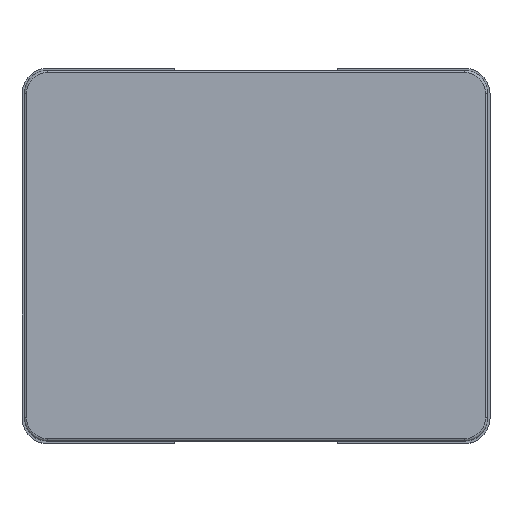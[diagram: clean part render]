
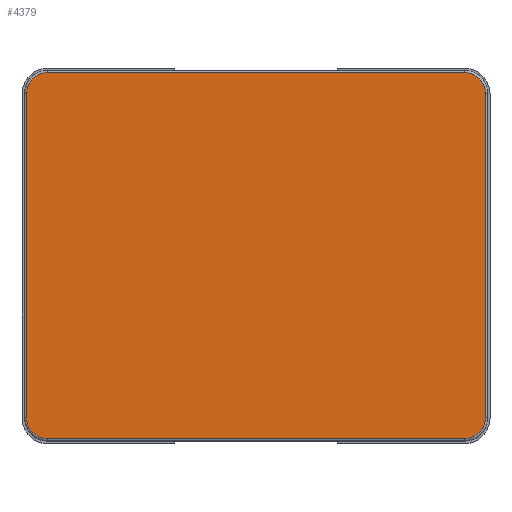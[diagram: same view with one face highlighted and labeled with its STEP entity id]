
A CAD part, top view. The second image highlights one B-rep face of the part: STEP entity #4379.
In plain terms, the highlighted planar face has unit normal (0, 0, 1).
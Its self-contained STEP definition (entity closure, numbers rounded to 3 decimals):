
#18 = AXIS2_PLACEMENT_3D ( 'NONE', #570, #1013, #2890 ) ;
#379 = CARTESIAN_POINT ( 'NONE',  ( 0.99, 0.7, 1. ) ) ;
#513 = CARTESIAN_POINT ( 'NONE',  ( -0.9, 0.7, 1. ) ) ;
#533 = LINE ( 'NONE', #2401, #3340 ) ;
#570 = CARTESIAN_POINT ( 'NONE',  ( -0.9, -0.7, 1. ) ) ;
#572 = DIRECTION ( 'NONE',  ( 1., 0., 0. ) ) ;
#602 = EDGE_CURVE ( 'NONE', #3810, #4828, #3639, .T. ) ;
#1013 = DIRECTION ( 'NONE',  ( 0., 0., 1. ) ) ;
#1035 = EDGE_CURVE ( 'NONE', #4188, #3810, #2969, .T. ) ;
#1051 = DIRECTION ( 'NONE',  ( 0., 0., 1. ) ) ;
#1054 = VERTEX_POINT ( 'NONE', #1982 ) ;
#1109 = DIRECTION ( 'NONE',  ( 0., 0., 1. ) ) ;
#1480 = ORIENTED_EDGE ( 'NONE', *, *, #5793, .T. ) ;
#1623 = VERTEX_POINT ( 'NONE', #4044 ) ;
#1813 = ORIENTED_EDGE ( 'NONE', *, *, #3580, .T. ) ;
#1922 = VECTOR ( 'NONE', #3221, 1000. ) ;
#1982 = CARTESIAN_POINT ( 'NONE',  ( 0.99, -0.7, 1. ) ) ;
#2079 = ORIENTED_EDGE ( 'NONE', *, *, #1035, .T. ) ;
#2103 = ORIENTED_EDGE ( 'NONE', *, *, #3967, .T. ) ;
#2168 = DIRECTION ( 'NONE',  ( 1., 0., 0. ) ) ;
#2279 = CIRCLE ( 'NONE', #2559, 0.09 ) ;
#2401 = CARTESIAN_POINT ( 'NONE',  ( -0.99, -0.7, 1. ) ) ;
#2559 = AXIS2_PLACEMENT_3D ( 'NONE', #2606, #4465, #3089 ) ;
#2606 = CARTESIAN_POINT ( 'NONE',  ( 0.9, -0.7, 1. ) ) ;
#2655 = CIRCLE ( 'NONE', #5045, 0.09 ) ;
#2831 = CARTESIAN_POINT ( 'NONE',  ( 0.9, -0.79, 1. ) ) ;
#2837 = LINE ( 'NONE', #379, #3480 ) ;
#2863 = EDGE_CURVE ( 'NONE', #1623, #5848, #2655, .T. ) ;
#2890 = DIRECTION ( 'NONE',  ( 1., 0., 0. ) ) ;
#2913 = AXIS2_PLACEMENT_3D ( 'NONE', #6027, #4582, #2168 ) ;
#2937 = AXIS2_PLACEMENT_3D ( 'NONE', #5013, #1109, #2992 ) ;
#2969 = CIRCLE ( 'NONE', #18, 0.09 ) ;
#2992 = DIRECTION ( 'NONE',  ( 1., 0., 0. ) ) ;
#3014 = EDGE_CURVE ( 'NONE', #4828, #1054, #2279, .T. ) ;
#3089 = DIRECTION ( 'NONE',  ( 1., 0., 0. ) ) ;
#3098 = PLANE ( 'NONE',  #2913 ) ;
#3221 = DIRECTION ( 'NONE',  ( -1., 0., 0. ) ) ;
#3340 = VECTOR ( 'NONE', #5689, 1000. ) ;
#3480 = VECTOR ( 'NONE', #4538, 1000. ) ;
#3573 = VERTEX_POINT ( 'NONE', #5517 ) ;
#3580 = EDGE_CURVE ( 'NONE', #1054, #5708, #2837, .T. ) ;
#3612 = CARTESIAN_POINT ( 'NONE',  ( -0.99, 0.7, 1. ) ) ;
#3639 = LINE ( 'NONE', #5837, #5705 ) ;
#3653 = CARTESIAN_POINT ( 'NONE',  ( -0.99, -0.7, 1. ) ) ;
#3787 = ORIENTED_EDGE ( 'NONE', *, *, #5662, .T. ) ;
#3810 = VERTEX_POINT ( 'NONE', #5132 ) ;
#3967 = EDGE_CURVE ( 'NONE', #5848, #4188, #533, .T. ) ;
#4006 = ORIENTED_EDGE ( 'NONE', *, *, #602, .T. ) ;
#4044 = CARTESIAN_POINT ( 'NONE',  ( -0.9, 0.79, 1. ) ) ;
#4076 = ORIENTED_EDGE ( 'NONE', *, *, #2863, .T. ) ;
#4188 = VERTEX_POINT ( 'NONE', #3653 ) ;
#4209 = LINE ( 'NONE', #4623, #1922 ) ;
#4379 = ADVANCED_FACE ( 'NONE', ( #5636 ), #3098, .T. ) ;
#4410 = DIRECTION ( 'NONE',  ( 1., 0., 0. ) ) ;
#4416 = EDGE_LOOP ( 'NONE', ( #4431, #1813, #1480, #3787, #4076, #2103, #2079, #4006 ) ) ;
#4431 = ORIENTED_EDGE ( 'NONE', *, *, #3014, .T. ) ;
#4465 = DIRECTION ( 'NONE',  ( 0., 0., 1. ) ) ;
#4538 = DIRECTION ( 'NONE',  ( 0., 1., 0. ) ) ;
#4582 = DIRECTION ( 'NONE',  ( 0., 0., 1. ) ) ;
#4623 = CARTESIAN_POINT ( 'NONE',  ( -0.9, 0.79, 1. ) ) ;
#4780 = CIRCLE ( 'NONE', #2937, 0.09 ) ;
#4828 = VERTEX_POINT ( 'NONE', #2831 ) ;
#5013 = CARTESIAN_POINT ( 'NONE',  ( 0.9, 0.7, 1. ) ) ;
#5045 = AXIS2_PLACEMENT_3D ( 'NONE', #513, #1051, #572 ) ;
#5073 = CARTESIAN_POINT ( 'NONE',  ( 0.99, 0.7, 1. ) ) ;
#5132 = CARTESIAN_POINT ( 'NONE',  ( -0.9, -0.79, 1. ) ) ;
#5517 = CARTESIAN_POINT ( 'NONE',  ( 0.9, 0.79, 1. ) ) ;
#5636 = FACE_OUTER_BOUND ( 'NONE', #4416, .T. ) ;
#5662 = EDGE_CURVE ( 'NONE', #3573, #1623, #4209, .T. ) ;
#5689 = DIRECTION ( 'NONE',  ( 0., -1., 0. ) ) ;
#5705 = VECTOR ( 'NONE', #4410, 1000. ) ;
#5708 = VERTEX_POINT ( 'NONE', #5073 ) ;
#5793 = EDGE_CURVE ( 'NONE', #5708, #3573, #4780, .T. ) ;
#5837 = CARTESIAN_POINT ( 'NONE',  ( 0.9, -0.79, 1. ) ) ;
#5848 = VERTEX_POINT ( 'NONE', #3612 ) ;
#6027 = CARTESIAN_POINT ( 'NONE',  ( 0., 0., 1. ) ) ;
